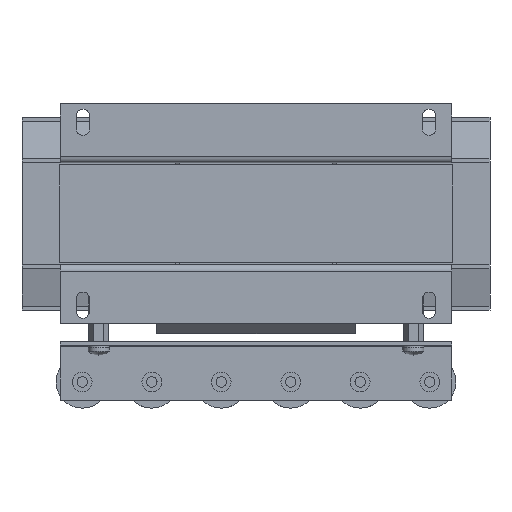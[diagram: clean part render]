
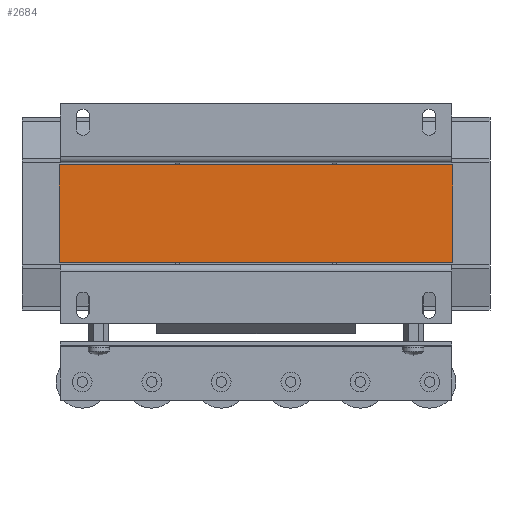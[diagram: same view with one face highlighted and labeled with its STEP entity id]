
A CAD part, front view. The second image highlights one B-rep face of the part: STEP entity #2684.
In plain terms, the highlighted planar face has unit normal (0, -1, 0).
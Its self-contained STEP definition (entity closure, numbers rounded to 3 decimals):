
#99 = VERTEX_POINT ( 'NONE', #654 ) ;
#654 = CARTESIAN_POINT ( 'NONE',  ( -150., -155., 37.25 ) ) ;
#2515 = LINE ( 'NONE', #11533, #18486 ) ;
#2684 = ADVANCED_FACE ( 'NONE', ( #8500 ), #17334, .F. ) ;
#3377 = DIRECTION ( 'NONE',  ( 0., 1., 0. ) ) ;
#4374 = EDGE_LOOP ( 'NONE', ( #8495, #6543, #14816, #11788 ) ) ;
#4397 = CARTESIAN_POINT ( 'NONE',  ( 150., -155., 37.25 ) ) ;
#4687 = CARTESIAN_POINT ( 'NONE',  ( 150., -155., -37.25 ) ) ;
#5125 = CARTESIAN_POINT ( 'NONE',  ( -150., -155., -37.25 ) ) ;
#5490 = VECTOR ( 'NONE', #18620, 1000. ) ;
#6543 = ORIENTED_EDGE ( 'NONE', *, *, #7183, .F. ) ;
#7183 = EDGE_CURVE ( 'NONE', #22454, #99, #2515, .T. ) ;
#7326 = VERTEX_POINT ( 'NONE', #4687 ) ;
#7344 = LINE ( 'NONE', #5125, #15347 ) ;
#7989 = DIRECTION ( 'NONE',  ( 0., 0., 1. ) ) ;
#8145 = CARTESIAN_POINT ( 'NONE',  ( 150., -155., -37.25 ) ) ;
#8356 = LINE ( 'NONE', #8145, #16941 ) ;
#8495 = ORIENTED_EDGE ( 'NONE', *, *, #21448, .T. ) ;
#8500 = FACE_OUTER_BOUND ( 'NONE', #4374, .T. ) ;
#8665 = DIRECTION ( 'NONE',  ( 1., 0., 0. ) ) ;
#11532 = LINE ( 'NONE', #16864, #5490 ) ;
#11533 = CARTESIAN_POINT ( 'NONE',  ( -150., -155., -37.25 ) ) ;
#11684 = CARTESIAN_POINT ( 'NONE',  ( -150., -155., -37.25 ) ) ;
#11788 = ORIENTED_EDGE ( 'NONE', *, *, #15116, .T. ) ;
#12480 = AXIS2_PLACEMENT_3D ( 'NONE', #13993, #3377, #8665 ) ;
#13674 = DIRECTION ( 'NONE',  ( -1., 0., 0. ) ) ;
#13993 = CARTESIAN_POINT ( 'NONE',  ( -150., -155., -37.25 ) ) ;
#14816 = ORIENTED_EDGE ( 'NONE', *, *, #19350, .F. ) ;
#15116 = EDGE_CURVE ( 'NONE', #7326, #22402, #8356, .T. ) ;
#15347 = VECTOR ( 'NONE', #13674, 1000. ) ;
#16864 = CARTESIAN_POINT ( 'NONE',  ( -150., -155., 37.25 ) ) ;
#16941 = VECTOR ( 'NONE', #20515, 1000. ) ;
#17334 = PLANE ( 'NONE',  #12480 ) ;
#18486 = VECTOR ( 'NONE', #7989, 1000. ) ;
#18620 = DIRECTION ( 'NONE',  ( -1., 0., 0. ) ) ;
#19350 = EDGE_CURVE ( 'NONE', #7326, #22454, #7344, .T. ) ;
#20515 = DIRECTION ( 'NONE',  ( 0., 0., 1. ) ) ;
#21448 = EDGE_CURVE ( 'NONE', #22402, #99, #11532, .T. ) ;
#22402 = VERTEX_POINT ( 'NONE', #4397 ) ;
#22454 = VERTEX_POINT ( 'NONE', #11684 ) ;
